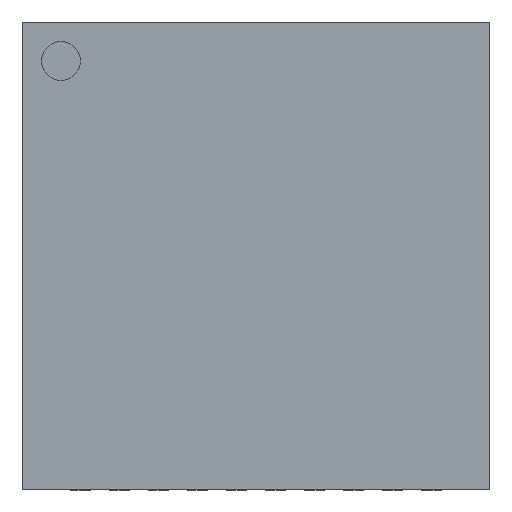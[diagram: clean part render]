
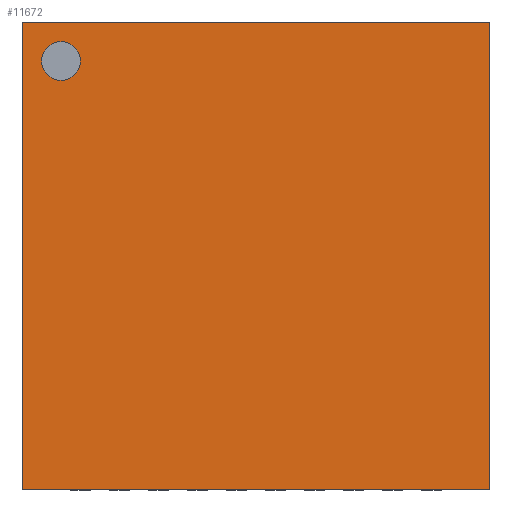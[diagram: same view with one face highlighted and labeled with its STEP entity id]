
A CAD part, top view. The second image highlights one B-rep face of the part: STEP entity #11672.
In plain terms, the highlighted free-form (B-spline) face has degree [1, 1] with [2, 2] control points.
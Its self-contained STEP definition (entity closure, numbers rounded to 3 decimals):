
#6199=CARTESIAN_POINT('',(-2.25,2.5,0.8));
#6200=VERTEX_POINT('',#6199);
#6209=CARTESIAN_POINT('',(-2.75,2.5,0.8));
#6210=VERTEX_POINT('',#6209);
#6211=CARTESIAN_POINT('',(-2.5,2.5,0.8));
#6212=DIRECTION('',(0.0,0.0,-1.0));
#6213=DIRECTION('',(1.0,0.0,0.0));
#6214=AXIS2_PLACEMENT_3D('',#6211,#6212,#6213);
#6215=CIRCLE('',#6214,0.25);
#6216=EDGE_CURVE('',#6210,#6200,#6215,.T.);
#11519=CARTESIAN_POINT('',(3.0,-3.0,0.8));
#11520=VERTEX_POINT('',#11519);
#11527=CARTESIAN_POINT('',(-3.0,-3.0,0.8));
#11528=VERTEX_POINT('',#11527);
#11529=CARTESIAN_POINT('',(3.0,-3.0,0.8));
#11530=DIRECTION('',(-1.0,0.0,0.0));
#11531=VECTOR('',#11530,6.0);
#11532=LINE('',#11529,#11531);
#11533=EDGE_CURVE('',#11520,#11528,#11532,.T.);
#11590=CARTESIAN_POINT('',(3.0,3.0,0.8));
#11591=VERTEX_POINT('',#11590);
#11598=CARTESIAN_POINT('',(3.0,3.0,0.8));
#11599=DIRECTION('',(0.0,-1.0,0.0));
#11600=VECTOR('',#11599,6.0);
#11601=LINE('',#11598,#11600);
#11602=EDGE_CURVE('',#11591,#11520,#11601,.T.);
#11625=CARTESIAN_POINT('',(-2.5,2.5,0.8));
#11626=DIRECTION('',(0.0,0.0,-1.0));
#11627=DIRECTION('',(1.0,0.0,0.0));
#11628=AXIS2_PLACEMENT_3D('',#11625,#11626,#11627);
#11629=CIRCLE('',#11628,0.25);
#11630=EDGE_CURVE('',#6200,#6210,#11629,.T.);
#11645=CARTESIAN_POINT('',(-3.0,-3.0,0.8));
#11646=CARTESIAN_POINT('',(3.0,-3.0,0.8));
#11647=CARTESIAN_POINT('',(-3.0,3.0,0.8));
#11648=CARTESIAN_POINT('',(3.0,3.0,0.8));
#11649=B_SPLINE_SURFACE_WITH_KNOTS('',1,1,((#11645,#11647),(#11646,#11648)),.UNSPECIFIED.,.F.,.F.,.U.,(2,2),(2,2),(0.0,6.0),(0.0,6.0),.UNSPECIFIED.);
#11650=ORIENTED_EDGE('',*,*,#11602,.F.);
#11651=CARTESIAN_POINT('',(-3.0,3.0,0.8));
#11652=VERTEX_POINT('',#11651);
#11653=CARTESIAN_POINT('',(-3.0,3.0,0.8));
#11654=DIRECTION('',(1.0,0.0,0.0));
#11655=VECTOR('',#11654,6.0);
#11656=LINE('',#11653,#11655);
#11657=EDGE_CURVE('',#11652,#11591,#11656,.T.);
#11658=ORIENTED_EDGE('',*,*,#11657,.F.);
#11659=CARTESIAN_POINT('',(-3.0,-3.0,0.8));
#11660=DIRECTION('',(0.0,1.0,0.0));
#11661=VECTOR('',#11660,6.0);
#11662=LINE('',#11659,#11661);
#11663=EDGE_CURVE('',#11528,#11652,#11662,.T.);
#11664=ORIENTED_EDGE('',*,*,#11663,.F.);
#11665=ORIENTED_EDGE('',*,*,#11533,.F.);
#11666=EDGE_LOOP('',(#11650,#11658,#11664,#11665));
#11667=FACE_OUTER_BOUND('',#11666,.T.);
#11668=ORIENTED_EDGE('',*,*,#11630,.T.);
#11669=ORIENTED_EDGE('',*,*,#6216,.T.);
#11670=EDGE_LOOP('',(#11668,#11669));
#11671=FACE_BOUND('',#11670,.T.);
#11672=ADVANCED_FACE('',(#11667,#11671),#11649,.T.);
